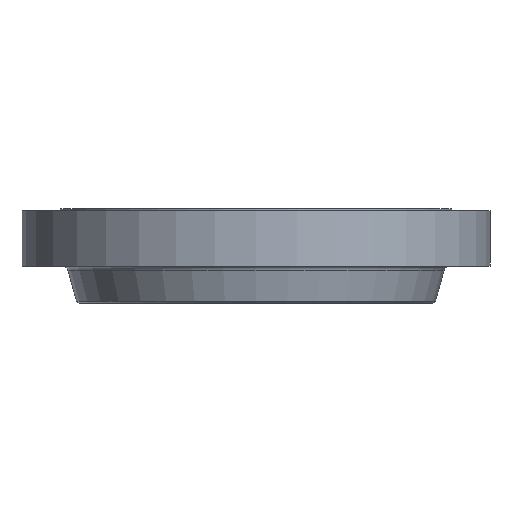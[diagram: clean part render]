
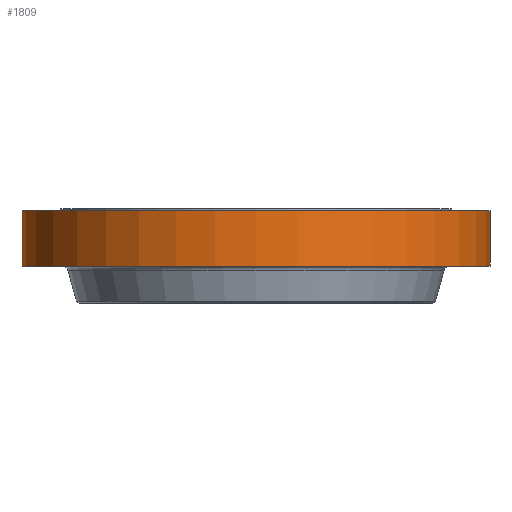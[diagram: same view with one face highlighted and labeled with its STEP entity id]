
A CAD part, front view. The second image highlights one B-rep face of the part: STEP entity #1809.
In plain terms, the highlighted cylindrical face has radius 796.925 mm (diameter 1593.85 mm), a partial arc.
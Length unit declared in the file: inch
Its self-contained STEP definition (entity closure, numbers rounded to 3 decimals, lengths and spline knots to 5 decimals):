
#81 = VERTEX_POINT ( 'NONE', #961 ) ;
#238 = CARTESIAN_POINT ( 'NONE',  ( 0., 0., 0. ) ) ;
#239 = ORIENTED_EDGE ( 'NONE', *, *, #1826, .T. ) ;
#303 = VERTEX_POINT ( 'NONE', #938 ) ;
#308 = ORIENTED_EDGE ( 'NONE', *, *, #751, .T. ) ;
#632 = ORIENTED_EDGE ( 'NONE', *, *, #674, .F. ) ;
#664 = DIRECTION ( 'NONE',  ( 0., 0., 1. ) ) ;
#674 = EDGE_CURVE ( 'NONE', #303, #1862, #789, .T. ) ;
#751 = EDGE_CURVE ( 'NONE', #303, #834, #2103, .T. ) ;
#764 = DIRECTION ( 'NONE',  ( 0., 0., 1. ) ) ;
#776 = CARTESIAN_POINT ( 'NONE',  ( 31.375, 0., -7.6875 ) ) ;
#789 = LINE ( 'NONE', #2425, #2384 ) ;
#834 = VERTEX_POINT ( 'NONE', #776 ) ;
#858 = CIRCLE ( 'NONE', #2581, 31.375 ) ;
#926 = LINE ( 'NONE', #1347, #1272 ) ;
#938 = CARTESIAN_POINT ( 'NONE',  ( -31.375, 0., -7.6875 ) ) ;
#939 = DIRECTION ( 'NONE',  ( 0., 0., 1. ) ) ;
#961 = CARTESIAN_POINT ( 'NONE',  ( 31.375, 0., -0.25 ) ) ;
#1081 = DIRECTION ( 'NONE',  ( 0., 0., 1. ) ) ;
#1111 = CARTESIAN_POINT ( 'NONE',  ( -31.375, 0., -0.25 ) ) ;
#1188 = ORIENTED_EDGE ( 'NONE', *, *, #1487, .F. ) ;
#1272 = VECTOR ( 'NONE', #664, 39.37008 ) ;
#1315 = FACE_OUTER_BOUND ( 'NONE', #1525, .T. ) ;
#1347 = CARTESIAN_POINT ( 'NONE',  ( 31.375, 0., 0. ) ) ;
#1376 = DIRECTION ( 'NONE',  ( 1., 0., 0. ) ) ;
#1487 = EDGE_CURVE ( 'NONE', #1862, #81, #858, .T. ) ;
#1525 = EDGE_LOOP ( 'NONE', ( #632, #308, #239, #1188 ) ) ;
#1809 = ADVANCED_FACE ( 'NONE', ( #1315 ), #2240, .T. ) ;
#1826 = EDGE_CURVE ( 'NONE', #834, #81, #926, .T. ) ;
#1862 = VERTEX_POINT ( 'NONE', #1111 ) ;
#1953 = AXIS2_PLACEMENT_3D ( 'NONE', #2044, #764, #2032 ) ;
#2014 = DIRECTION ( 'NONE',  ( 0., 0., 1. ) ) ;
#2032 = DIRECTION ( 'NONE',  ( 1., 0., 0. ) ) ;
#2044 = CARTESIAN_POINT ( 'NONE',  ( 0., 0., -7.6875 ) ) ;
#2103 = CIRCLE ( 'NONE', #1953, 31.375 ) ;
#2240 = CYLINDRICAL_SURFACE ( 'NONE', #2246, 31.375 ) ;
#2246 = AXIS2_PLACEMENT_3D ( 'NONE', #238, #1081, #2683 ) ;
#2384 = VECTOR ( 'NONE', #2014, 39.37008 ) ;
#2425 = CARTESIAN_POINT ( 'NONE',  ( -31.375, 0., 0. ) ) ;
#2457 = CARTESIAN_POINT ( 'NONE',  ( 0., 0., -0.25 ) ) ;
#2581 = AXIS2_PLACEMENT_3D ( 'NONE', #2457, #939, #1376 ) ;
#2683 = DIRECTION ( 'NONE',  ( 1., 0., 0. ) ) ;
